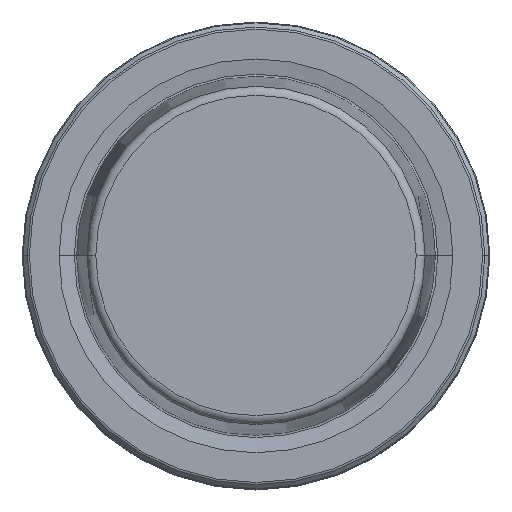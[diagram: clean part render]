
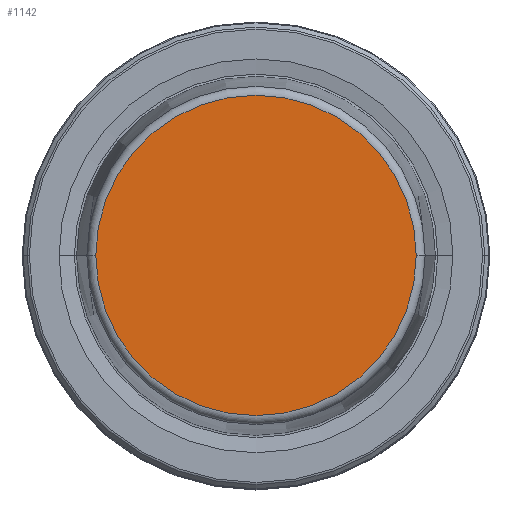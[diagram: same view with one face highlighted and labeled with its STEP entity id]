
A CAD part, top view. The second image highlights one B-rep face of the part: STEP entity #1142.
In plain terms, the highlighted planar face has unit normal (0, 0, 1).
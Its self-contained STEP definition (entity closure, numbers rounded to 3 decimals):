
#47 = DIRECTION ( 'NONE',  ( 0., 0., 1. ) ) ;
#209 = DIRECTION ( 'NONE',  ( -1., 0., 0. ) ) ;
#216 = CARTESIAN_POINT ( 'NONE',  ( 0., 0., 31.9 ) ) ;
#305 = DIRECTION ( 'NONE',  ( 1., 0., 0. ) ) ;
#341 = VERTEX_POINT ( 'NONE', #1219 ) ;
#490 = VERTEX_POINT ( 'NONE', #918 ) ;
#502 = CARTESIAN_POINT ( 'NONE',  ( 0., 0., 31.9 ) ) ;
#520 = ORIENTED_EDGE ( 'NONE', *, *, #532, .T. ) ;
#532 = EDGE_CURVE ( 'NONE', #490, #341, #1233, .T. ) ;
#638 = CARTESIAN_POINT ( 'NONE',  ( 0., 0., 31.9 ) ) ;
#640 = ORIENTED_EDGE ( 'NONE', *, *, #709, .T. ) ;
#709 = EDGE_CURVE ( 'NONE', #341, #490, #905, .T. ) ;
#744 = DIRECTION ( 'NONE',  ( 1., 0., 0. ) ) ;
#793 = DIRECTION ( 'NONE',  ( 0., 0., -1. ) ) ;
#796 = AXIS2_PLACEMENT_3D ( 'NONE', #638, #47, #744 ) ;
#889 = DIRECTION ( 'NONE',  ( 0., 0., 1. ) ) ;
#905 = CIRCLE ( 'NONE', #1170, 21.581 ) ;
#918 = CARTESIAN_POINT ( 'NONE',  ( 21.581, 0., 31.9 ) ) ;
#998 = FACE_OUTER_BOUND ( 'NONE', #1158, .T. ) ;
#1142 = ADVANCED_FACE ( 'NONE', ( #998 ), #1179, .F. ) ;
#1146 = AXIS2_PLACEMENT_3D ( 'NONE', #502, #793, #209 ) ;
#1158 = EDGE_LOOP ( 'NONE', ( #520, #640 ) ) ;
#1170 = AXIS2_PLACEMENT_3D ( 'NONE', #216, #889, #305 ) ;
#1179 = PLANE ( 'NONE',  #1146 ) ;
#1219 = CARTESIAN_POINT ( 'NONE',  ( -21.581, 0., 31.9 ) ) ;
#1233 = CIRCLE ( 'NONE', #796, 21.581 ) ;
